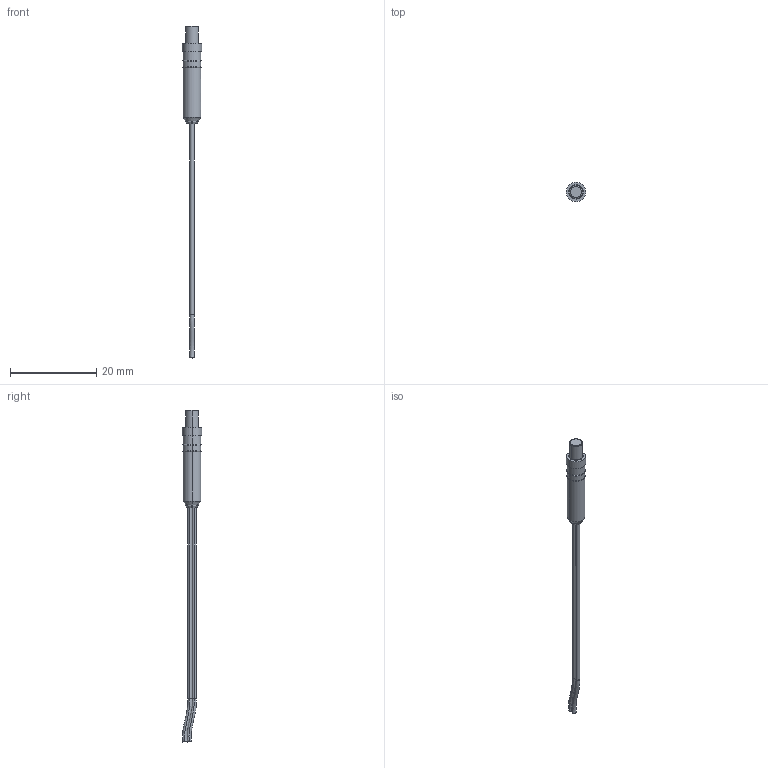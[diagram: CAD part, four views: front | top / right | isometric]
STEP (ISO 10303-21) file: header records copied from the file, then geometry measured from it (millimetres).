
FILE_DESCRIPTION (( 'STEP AP214' ), '1' );
FILE_NAME ('MOD-TS01-001.STEP', '2019-02-25T14:02:36', ( 'firstrun' ), ( 'Hewlett-Packard Company' ), 'SwSTEP 2.0', 'SolidWorks 2015', '' );
FILE_SCHEMA (( 'AUTOMOTIVE_DESIGN' ));
Length unit declared in the file: millimetre
Products named in the file (1): MOD-TS01-001
Bounding box: 4.5 x 4.5 x 77.04 mm (x, y, z)
Volume: 362.1 mm3; surface area: 656 mm2
Topology: 1 solids, 1 shells, 211 faces, 569 edges, 372 vertices
Faces by surface type: plane 81, cylinder 57, bspline 55, cone 16, torus 2
Entity records: 11301 total; most frequent: CARTESIAN_POINT 5863, ORIENTED_EDGE 1138, DIRECTION 844, EDGE_CURVE 569, VERTEX_POINT 372, AXIS2_PLACEMENT_3D 321, EDGE_LOOP 225, FACE_OUTER_BOUND 211
